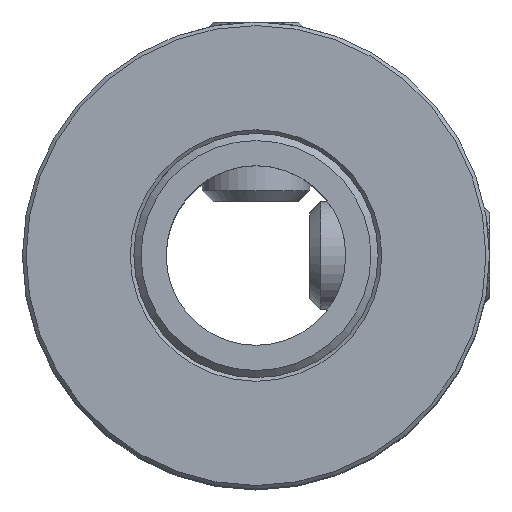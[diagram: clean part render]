
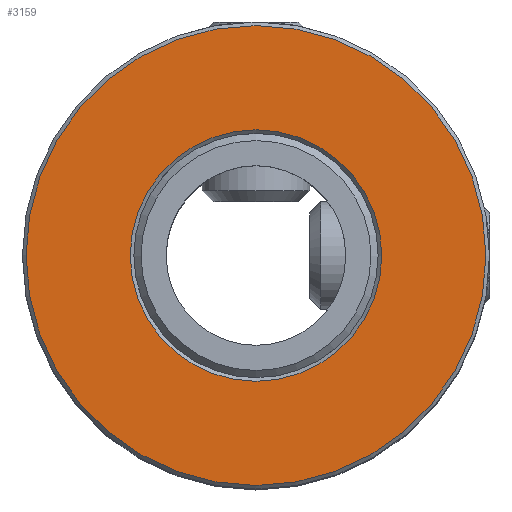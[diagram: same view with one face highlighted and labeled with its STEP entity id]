
A CAD part, top view. The second image highlights one B-rep face of the part: STEP entity #3159.
In plain terms, the highlighted face is planar.
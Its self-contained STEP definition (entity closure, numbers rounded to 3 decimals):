
#75=FACE_BOUND('',#567,.T.);
#118=PLANE('',#3689);
#386=FACE_OUTER_BOUND('',#566,.T.);
#566=EDGE_LOOP('',(#2913));
#567=EDGE_LOOP('',(#2914));
#1252=CIRCLE('',#3679,6.4);
#1253=CIRCLE('',#3681,3.5);
#1553=VERTEX_POINT('',#5755);
#1554=VERTEX_POINT('',#5759);
#2006=EDGE_CURVE('',#1553,#1553,#1252,.T.);
#2008=EDGE_CURVE('',#1554,#1554,#1253,.T.);
#2913=ORIENTED_EDGE('',*,*,#2006,.T.);
#2914=ORIENTED_EDGE('',*,*,#2008,.T.);
#3159=ADVANCED_FACE('',(#386,#75),#118,.F.);
#3679=AXIS2_PLACEMENT_3D('',#5757,#4642,#4643);
#3681=AXIS2_PLACEMENT_3D('',#5761,#4647,#4648);
#3689=AXIS2_PLACEMENT_3D('',#5775,#4666,#4667);
#4642=DIRECTION('center_axis',(0.,0.,-1.));
#4643=DIRECTION('ref_axis',(1.,0.,0.));
#4647=DIRECTION('center_axis',(0.,0.,1.));
#4648=DIRECTION('ref_axis',(1.,0.,0.));
#4666=DIRECTION('center_axis',(0.,0.,1.));
#4667=DIRECTION('ref_axis',(1.,0.,0.));
#5755=CARTESIAN_POINT('',(-6.4,0.,-1.));
#5757=CARTESIAN_POINT('Origin',(0.,0.,-1.));
#5759=CARTESIAN_POINT('',(3.5,0.,-1.));
#5761=CARTESIAN_POINT('Origin',(0.,0.,-1.));
#5775=CARTESIAN_POINT('Origin',(0.,0.,-1.));
